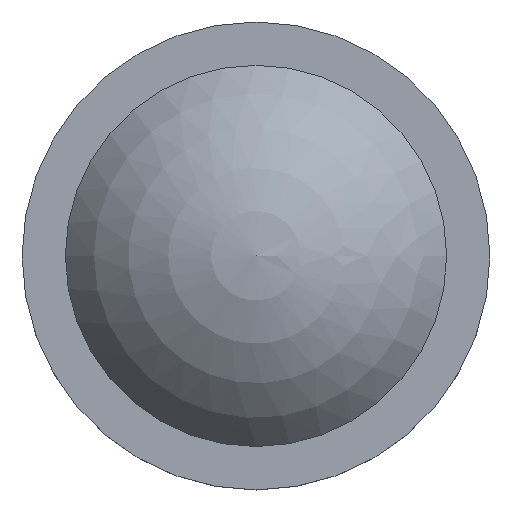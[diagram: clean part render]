
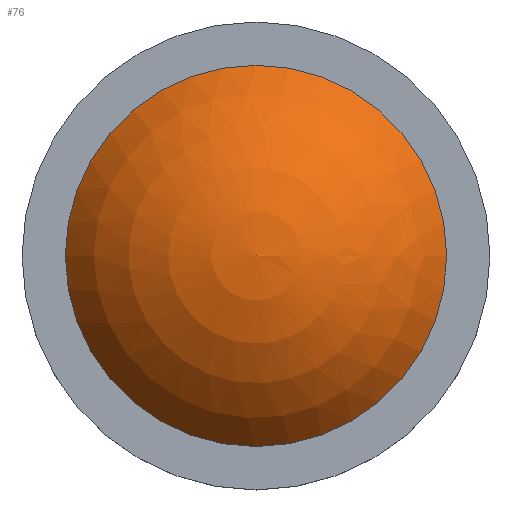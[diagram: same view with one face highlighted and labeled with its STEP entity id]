
A CAD part, top view. The second image highlights one B-rep face of the part: STEP entity #76.
In plain terms, the highlighted spherical face has radius 132.042 mm.
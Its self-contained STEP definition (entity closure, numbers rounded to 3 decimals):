
#20=SPHERICAL_SURFACE('',#100,132.042);
#33=ORIENTED_EDGE('',*,*,#38,.T.);
#38=EDGE_CURVE('',#43,#43,#48,.F.);
#43=VERTEX_POINT('',#139);
#48=CIRCLE('',#98,110.);
#58=EDGE_LOOP('',(#33));
#68=FACE_BOUND('',#58,.T.);
#76=ADVANCED_FACE('',(#68),#20,.T.);
#98=AXIS2_PLACEMENT_3D('',#138,#119,#120);
#100=AXIS2_PLACEMENT_3D('',#141,#123,#124);
#119=DIRECTION('',(0.,0.,-1.));
#120=DIRECTION('',(-1.,0.,0.));
#123=DIRECTION('',(0.,0.,1.));
#124=DIRECTION('',(1.,0.,0.));
#138=CARTESIAN_POINT('',(0.,0.,55.6));
#139=CARTESIAN_POINT('',(-110.,0.,55.6));
#141=CARTESIAN_POINT('',(0.,0.,-17.442));
